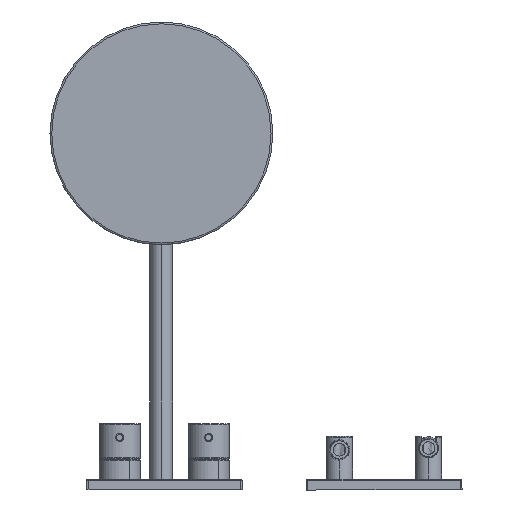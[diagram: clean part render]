
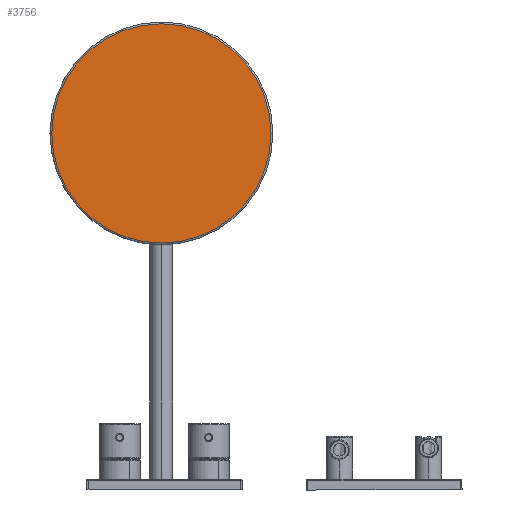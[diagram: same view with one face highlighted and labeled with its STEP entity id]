
A CAD part, front view. The second image highlights one B-rep face of the part: STEP entity #3756.
In plain terms, the highlighted planar face has unit normal (0, -1, 0).
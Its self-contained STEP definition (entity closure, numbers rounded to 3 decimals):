
#1111 = FACE_OUTER_BOUND ( 'NONE', #6272, .T. ) ;
#1500 = DIRECTION ( 'NONE',  ( 0., -1., 0. ) ) ;
#2090 = AXIS2_PLACEMENT_3D ( 'NONE', #8411, #1500, #9555 ) ;
#3756 = ADVANCED_FACE ( 'NONE', ( #1111 ), #11390, .T. ) ;
#4037 = CARTESIAN_POINT ( 'NONE',  ( -125.712, 844.489, 400. ) ) ;
#4208 = VERTEX_POINT ( 'NONE', #8992 ) ;
#4461 = DIRECTION ( 'NONE',  ( 0., -1., 0. ) ) ;
#4855 = AXIS2_PLACEMENT_3D ( 'NONE', #5582, #4461, #12533 ) ;
#5200 = DIRECTION ( 'NONE',  ( 1., 0., 0. ) ) ;
#5582 = CARTESIAN_POINT ( 'NONE',  ( -125.712, 844.489, 400. ) ) ;
#6272 = EDGE_LOOP ( 'NONE', ( #11205, #7004 ) ) ;
#6712 = CIRCLE ( 'NONE', #13060, 123. ) ;
#7004 = ORIENTED_EDGE ( 'NONE', *, *, #12810, .T. ) ;
#8411 = CARTESIAN_POINT ( 'NONE',  ( -125.712, 844.489, 400. ) ) ;
#8992 = CARTESIAN_POINT ( 'NONE',  ( -248.712, 844.489, 400. ) ) ;
#9352 = CARTESIAN_POINT ( 'NONE',  ( -2.712, 844.489, 400. ) ) ;
#9555 = DIRECTION ( 'NONE',  ( 1., 0., 0. ) ) ;
#11205 = ORIENTED_EDGE ( 'NONE', *, *, #11669, .T. ) ;
#11390 = PLANE ( 'NONE',  #4855 ) ;
#11669 = EDGE_CURVE ( 'NONE', #12669, #4208, #13413, .T. ) ;
#12109 = DIRECTION ( 'NONE',  ( 0., -1., 0. ) ) ;
#12533 = DIRECTION ( 'NONE',  ( 1., 0., 0. ) ) ;
#12669 = VERTEX_POINT ( 'NONE', #9352 ) ;
#12810 = EDGE_CURVE ( 'NONE', #4208, #12669, #6712, .T. ) ;
#13060 = AXIS2_PLACEMENT_3D ( 'NONE', #4037, #12109, #5200 ) ;
#13413 = CIRCLE ( 'NONE', #2090, 123. ) ;
